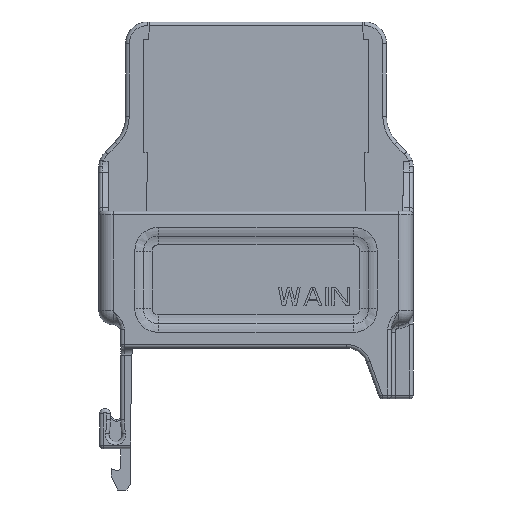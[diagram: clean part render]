
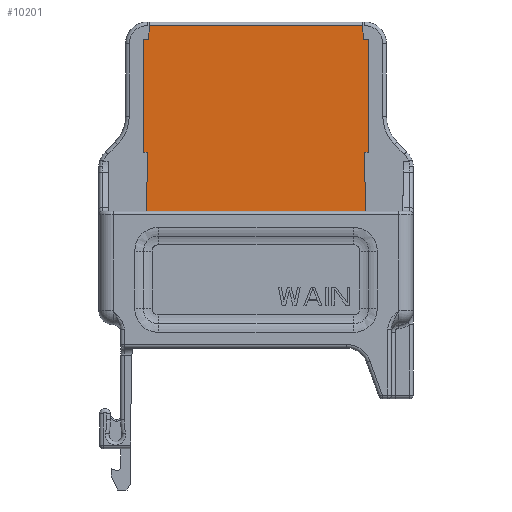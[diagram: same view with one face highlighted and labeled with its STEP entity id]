
A CAD part, left-side view. The second image highlights one B-rep face of the part: STEP entity #10201.
In plain terms, the highlighted planar face has unit normal (-1, 0, 0).
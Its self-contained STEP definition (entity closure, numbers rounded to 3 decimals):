
#1649=DIRECTION('',(0.,1.,0.));
#1650=VECTOR('',#1649,0.15);
#1651=CARTESIAN_POINT('',(7.4,-17.6,-25.9));
#1652=LINE('',#1651,#1650);
#3265=DIRECTION('',(0.,1.,0.));
#3266=VECTOR('',#3265,29.552);
#3267=CARTESIAN_POINT('',(7.4,-12.452,
-18.9));
#3268=LINE('',#3267,#3266);
#3272=DIRECTION('',(0.,0.,1.));
#3273=VECTOR('',#3272,5.2);
#3274=CARTESIAN_POINT('',(7.4,17.1,-18.9));
#3275=LINE('',#3274,#3273);
#3279=DIRECTION('',(0.,-1.,0.));
#3280=VECTOR('',#3279,1.9);
#3281=CARTESIAN_POINT('',(7.4,17.1,-13.7));
#3282=LINE('',#3281,#3280);
#3286=DIRECTION('',(0.,-1.,0.));
#3287=VECTOR('',#3286,0.49);
#3288=CARTESIAN_POINT('',(7.4,15.5,8.088));
#3289=LINE('',#3288,#3287);
#3293=DIRECTION('',(0.,0.,-1.));
#3294=VECTOR('',#3293,15.612);
#3295=CARTESIAN_POINT('',(7.4,15.5,23.7));
#3296=LINE('',#3295,#3294);
#3300=DIRECTION('',(0.,1.,0.));
#3301=VECTOR('',#3300,0.714);
#3302=CARTESIAN_POINT('',(7.4,14.786,23.7));
#3303=LINE('',#3302,#3301);
#3307=DIRECTION('',(0.,0.017,-1.));
#3308=VECTOR('',#3307,1.9);
#3309=CARTESIAN_POINT('',(7.4,14.753,25.6));
#3310=LINE('',#3309,#3308);
#3314=DIRECTION('',(0.,0.017,1.));
#3315=VECTOR('',#3314,1.9);
#3316=CARTESIAN_POINT('',(7.4,-14.786,23.7));
#3317=LINE('',#3316,#3315);
#3321=DIRECTION('',(0.,1.,0.));
#3322=VECTOR('',#3321,0.714);
#3323=CARTESIAN_POINT('',(7.4,-15.5,23.7));
#3324=LINE('',#3323,#3322);
#3328=DIRECTION('',(0.,0.,1.));
#3329=VECTOR('',#3328,15.612);
#3330=CARTESIAN_POINT('',(7.4,-15.5,8.088));
#3331=LINE('',#3330,#3329);
#3335=DIRECTION('',(0.,-1.,0.));
#3336=VECTOR('',#3335,0.49);
#3337=CARTESIAN_POINT('',(7.4,-15.01,8.088));
#3338=LINE('',#3337,#3336);
#3342=DIRECTION('',(0.,-1.,0.));
#3343=VECTOR('',#3342,1.9);
#3344=CARTESIAN_POINT('',(7.4,-15.2,-13.7));
#3345=LINE('',#3344,#3343);
#3349=CARTESIAN_POINT('',(7.4,-17.45,
-25.4));
#3350=DIRECTION('',(1.,0.,0.));
#3351=DIRECTION('',(0.,0.,-1.));
#3352=AXIS2_PLACEMENT_3D('',#3349,#3350,#3351);
#3357=DIRECTION('',(0.,0.342,0.94));
#3358=VECTOR('',#3357,4.999);
#3359=CARTESIAN_POINT('',(7.4,-16.98,
-25.571));
#3360=LINE('',#3359,#3358);
#3566=DIRECTION('',(0.,0.,1.));
#3567=VECTOR('',#3566,11.7);
#3568=CARTESIAN_POINT('',(7.4,-17.1,-25.4));
#3569=LINE('',#3568,#3567);
#3741=DIRECTION('',(0.,-0.009,-1.));
#3742=VECTOR('',#3741,21.789);
#3743=CARTESIAN_POINT('',(7.4,-15.01,8.088));
#3744=LINE('',#3743,#3742);
#3791=CARTESIAN_POINT('',(7.4,-17.6,-25.4));
#3792=DIRECTION('',(1.,0.,0.));
#3793=DIRECTION('',(0.,0.,-1.));
#3794=AXIS2_PLACEMENT_3D('',#3791,#3792,#3793);
#4191=DIRECTION('',(0.,-0.009,1.));
#4192=VECTOR('',#4191,21.789);
#4193=CARTESIAN_POINT('',(7.4,15.2,-13.7));
#4194=LINE('',#4193,#4192);
#5357=CARTESIAN_POINT('',(7.4,-12.452,
-21.9));
#5358=DIRECTION('',(1.,0.,0.));
#5359=DIRECTION('',(0.,0.,1.));
#5360=AXIS2_PLACEMENT_3D('',#5357,#5358,#5359);
#5563=DIRECTION('',(0.,-1.,0.));
#5564=VECTOR('',#5563,29.506);
#5565=CARTESIAN_POINT('',(7.4,14.753,25.6));
#5566=LINE('',#5565,#5564);
#5911=CARTESIAN_POINT('',(7.4,14.753,25.6));
#5912=CARTESIAN_POINT('',(7.4,-14.753,25.6));
#5913=VERTEX_POINT('',#5911);
#5914=VERTEX_POINT('',#5912);
#6118=CARTESIAN_POINT('',(7.4,-15.2,-13.7));
#6119=VERTEX_POINT('',#6118);
#6120=CARTESIAN_POINT('',(7.4,15.2,-13.7));
#6121=VERTEX_POINT('',#6120);
#6363=CARTESIAN_POINT('',(7.4,-17.6,-25.9));
#6364=VERTEX_POINT('',#6363);
#6365=CARTESIAN_POINT('',(7.4,-17.1,-25.4));
#6366=VERTEX_POINT('',#6365);
#6367=CARTESIAN_POINT('',(7.4,-17.45,
-25.9));
#6368=VERTEX_POINT('',#6367);
#6375=CARTESIAN_POINT('',(7.4,-16.98,
-25.571));
#6376=VERTEX_POINT('',#6375);
#6433=CARTESIAN_POINT('',(7.4,-12.452,
-18.9));
#6434=CARTESIAN_POINT('',(7.4,-15.271,
-20.874));
#6435=VERTEX_POINT('',#6433);
#6436=VERTEX_POINT('',#6434);
#6733=CARTESIAN_POINT('',(7.4,15.5,23.7));
#6734=CARTESIAN_POINT('',(7.4,15.5,8.088));
#6735=VERTEX_POINT('',#6733);
#6736=VERTEX_POINT('',#6734);
#6737=CARTESIAN_POINT('',(7.4,-15.5,8.088));
#6738=CARTESIAN_POINT('',(7.4,-15.5,23.7));
#6739=VERTEX_POINT('',#6737);
#6740=VERTEX_POINT('',#6738);
#6757=CARTESIAN_POINT('',(7.4,14.786,23.7));
#6758=VERTEX_POINT('',#6757);
#6759=CARTESIAN_POINT('',(7.4,-14.786,23.7));
#6760=VERTEX_POINT('',#6759);
#6761=CARTESIAN_POINT('',(7.4,-15.01,8.088));
#6762=VERTEX_POINT('',#6761);
#6763=CARTESIAN_POINT('',(7.4,15.01,8.088));
#6764=VERTEX_POINT('',#6763);
#6790=CARTESIAN_POINT('',(7.4,-17.1,-13.7));
#6792=VERTEX_POINT('',#6790);
#6798=CARTESIAN_POINT('',(7.4,17.1,-18.9));
#6800=VERTEX_POINT('',#6798);
#6806=CARTESIAN_POINT('',(7.4,17.1,-13.7));
#6808=VERTEX_POINT('',#6806);
#10161=CARTESIAN_POINT('',(7.4,-23.97,
27.505));
#10162=DIRECTION('',(-1.,0.,0.));
#10163=DIRECTION('',(0.,1.,0.));
#10164=AXIS2_PLACEMENT_3D('',#10161,#10162,#10163);
#10165=PLANE('',#10164);
#10167=ORIENTED_EDGE('',*,*,#10166,.T.);
#10169=ORIENTED_EDGE('',*,*,#10168,.T.);
#10171=ORIENTED_EDGE('',*,*,#10170,.T.);
#10173=ORIENTED_EDGE('',*,*,#10172,.T.);
#10174=ORIENTED_EDGE('',*,*,#10140,.F.);
#10175=ORIENTED_EDGE('',*,*,#10083,.F.);
#10176=ORIENTED_EDGE('',*,*,#10113,.F.);
#10178=ORIENTED_EDGE('',*,*,#10177,.F.);
#10180=ORIENTED_EDGE('',*,*,#10179,.T.);
#10182=ORIENTED_EDGE('',*,*,#10181,.F.);
#10183=ORIENTED_EDGE('',*,*,#10098,.F.);
#10184=ORIENTED_EDGE('',*,*,#10127,.F.);
#10185=ORIENTED_EDGE('',*,*,#10155,.F.);
#10187=ORIENTED_EDGE('',*,*,#10186,.T.);
#10189=ORIENTED_EDGE('',*,*,#10188,.T.);
#10191=ORIENTED_EDGE('',*,*,#10190,.F.);
#10193=ORIENTED_EDGE('',*,*,#10192,.F.);
#10194=ORIENTED_EDGE('',*,*,#8475,.T.);
#10195=ORIENTED_EDGE('',*,*,#8543,.T.);
#10196=ORIENTED_EDGE('',*,*,#8558,.T.);
#10198=ORIENTED_EDGE('',*,*,#10197,.F.);
#10199=EDGE_LOOP('',(#10167,#10169,#10171,#10173,#10174,#10175,#10176,#10178,
#10180,#10182,#10183,#10184,#10185,#10187,#10189,#10191,#10193,#10194,#10195,
#10196,#10198));
#10200=FACE_OUTER_BOUND('',#10199,.F.);
#3353=CIRCLE('',#3352,0.5);
#3795=CIRCLE('',#3794,0.5);
#5361=CIRCLE('',#5360,3.);
#8475=EDGE_CURVE('',#6364,#6368,#1652,.T.);
#8543=EDGE_CURVE('',#6368,#6376,#3353,.T.);
#8558=EDGE_CURVE('',#6376,#6436,#3360,.T.);
#10083=EDGE_CURVE('',#6735,#6736,#3296,.T.);
#10098=EDGE_CURVE('',#6740,#6760,#3324,.T.);
#10113=EDGE_CURVE('',#6758,#6735,#3303,.T.);
#10127=EDGE_CURVE('',#6739,#6740,#3331,.T.);
#10140=EDGE_CURVE('',#6736,#6764,#3289,.T.);
#10155=EDGE_CURVE('',#6762,#6739,#3338,.T.);
#10166=EDGE_CURVE('',#6435,#6800,#3268,.T.);
#10168=EDGE_CURVE('',#6800,#6808,#3275,.T.);
#10170=EDGE_CURVE('',#6808,#6121,#3282,.T.);
#10172=EDGE_CURVE('',#6121,#6764,#4194,.T.);
#10177=EDGE_CURVE('',#5913,#6758,#3310,.T.);
#10179=EDGE_CURVE('',#5913,#5914,#5566,.T.);
#10181=EDGE_CURVE('',#6760,#5914,#3317,.T.);
#10186=EDGE_CURVE('',#6762,#6119,#3744,.T.);
#10188=EDGE_CURVE('',#6119,#6792,#3345,.T.);
#10190=EDGE_CURVE('',#6366,#6792,#3569,.T.);
#10192=EDGE_CURVE('',#6364,#6366,#3795,.T.);
#10197=EDGE_CURVE('',#6435,#6436,#5361,.T.);
#10201=ADVANCED_FACE('',(#10200),#10165,.T.);
